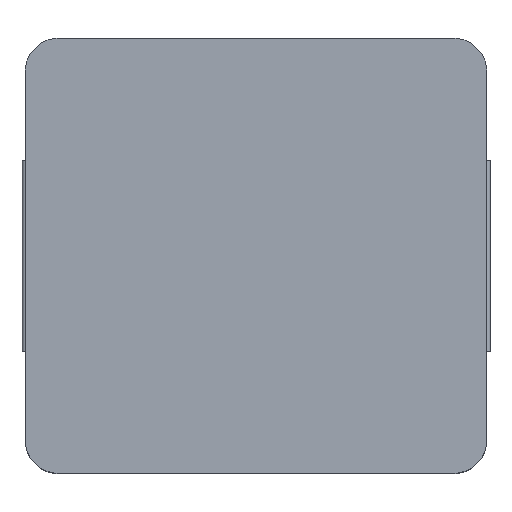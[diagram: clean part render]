
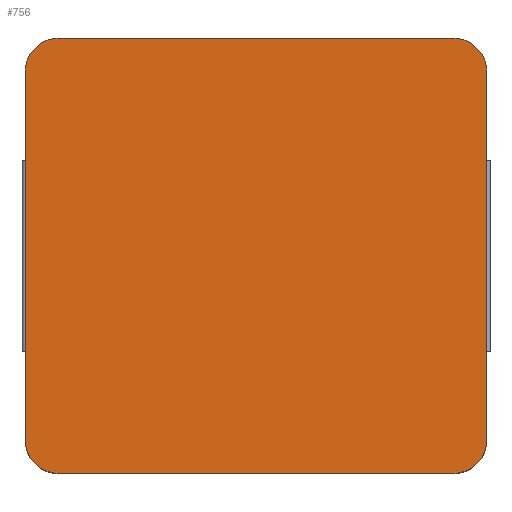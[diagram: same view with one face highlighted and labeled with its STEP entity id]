
A CAD part, top view. The second image highlights one B-rep face of the part: STEP entity #756.
In plain terms, the highlighted planar face has unit normal (0, 0, 1).
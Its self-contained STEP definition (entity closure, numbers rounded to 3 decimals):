
#33=CIRCLE('',#813,0.5);
#34=CIRCLE('',#816,0.5);
#35=CIRCLE('',#818,0.5);
#36=CIRCLE('',#821,0.5);
#68=FACE_OUTER_BOUND('',#110,.T.);
#110=EDGE_LOOP('',(#589,#590,#591,#592,#593,#594,#595,#596));
#144=LINE('',#1097,#232);
#171=LINE('',#1159,#259);
#174=LINE('',#1167,#262);
#177=LINE('',#1177,#265);
#232=VECTOR('',#876,10.);
#259=VECTOR('',#931,10.);
#262=VECTOR('',#940,10.);
#265=VECTOR('',#953,10.);
#318=VERTEX_POINT('',#1094);
#319=VERTEX_POINT('',#1096);
#339=VERTEX_POINT('',#1156);
#340=VERTEX_POINT('',#1158);
#341=VERTEX_POINT('',#1162);
#342=VERTEX_POINT('',#1166);
#343=VERTEX_POINT('',#1172);
#344=VERTEX_POINT('',#1176);
#392=EDGE_CURVE('',#319,#318,#144,.T.);
#423=EDGE_CURVE('',#340,#339,#171,.T.);
#425=EDGE_CURVE('',#341,#319,#33,.T.);
#427=EDGE_CURVE('',#342,#341,#174,.T.);
#429=EDGE_CURVE('',#339,#342,#34,.T.);
#430=EDGE_CURVE('',#343,#340,#35,.T.);
#432=EDGE_CURVE('',#344,#343,#177,.T.);
#434=EDGE_CURVE('',#318,#344,#36,.T.);
#589=ORIENTED_EDGE('',*,*,#434,.T.);
#590=ORIENTED_EDGE('',*,*,#432,.T.);
#591=ORIENTED_EDGE('',*,*,#430,.T.);
#592=ORIENTED_EDGE('',*,*,#423,.T.);
#593=ORIENTED_EDGE('',*,*,#429,.T.);
#594=ORIENTED_EDGE('',*,*,#427,.T.);
#595=ORIENTED_EDGE('',*,*,#425,.T.);
#596=ORIENTED_EDGE('',*,*,#392,.T.);
#720=PLANE('',#822);
#756=ADVANCED_FACE('',(#68),#720,.T.);
#813=AXIS2_PLACEMENT_3D('',#1163,#935,#936);
#816=AXIS2_PLACEMENT_3D('',#1170,#944,#945);
#818=AXIS2_PLACEMENT_3D('',#1173,#948,#949);
#821=AXIS2_PLACEMENT_3D('',#1180,#957,#958);
#822=AXIS2_PLACEMENT_3D('',#1181,#959,#960);
#876=DIRECTION('',(0.,-1.,0.));
#931=DIRECTION('',(0.,1.,0.));
#935=DIRECTION('center_axis',(0.,0.,1.));
#936=DIRECTION('ref_axis',(0.,1.,0.));
#940=DIRECTION('',(-1.,0.,0.));
#944=DIRECTION('center_axis',(0.,0.,1.));
#945=DIRECTION('ref_axis',(1.,0.,0.));
#948=DIRECTION('center_axis',(0.,0.,1.));
#949=DIRECTION('ref_axis',(0.,-1.,0.));
#953=DIRECTION('',(1.,0.,0.));
#957=DIRECTION('center_axis',(0.,0.,1.));
#958=DIRECTION('ref_axis',(-1.,0.,0.));
#959=DIRECTION('center_axis',(0.,0.,1.));
#960=DIRECTION('ref_axis',(1.,0.,0.));
#1094=CARTESIAN_POINT('',(-3.5,-2.8,3.));
#1096=CARTESIAN_POINT('',(-3.5,2.8,3.));
#1097=CARTESIAN_POINT('',(-3.5,2.8,3.));
#1156=CARTESIAN_POINT('',(3.5,2.8,3.));
#1158=CARTESIAN_POINT('',(3.5,-2.8,3.));
#1159=CARTESIAN_POINT('',(3.5,-2.8,3.));
#1162=CARTESIAN_POINT('',(-3.,3.3,3.));
#1163=CARTESIAN_POINT('Origin',(-3.,2.8,3.));
#1166=CARTESIAN_POINT('',(3.,3.3,3.));
#1167=CARTESIAN_POINT('',(3.,3.3,3.));
#1170=CARTESIAN_POINT('Origin',(3.,2.8,3.));
#1172=CARTESIAN_POINT('',(3.,-3.3,3.));
#1173=CARTESIAN_POINT('Origin',(3.,-2.8,3.));
#1176=CARTESIAN_POINT('',(-3.,-3.3,3.));
#1177=CARTESIAN_POINT('',(-3.,-3.3,3.));
#1180=CARTESIAN_POINT('Origin',(-3.,-2.8,3.));
#1181=CARTESIAN_POINT('Origin',(0.,0.,
3.));
